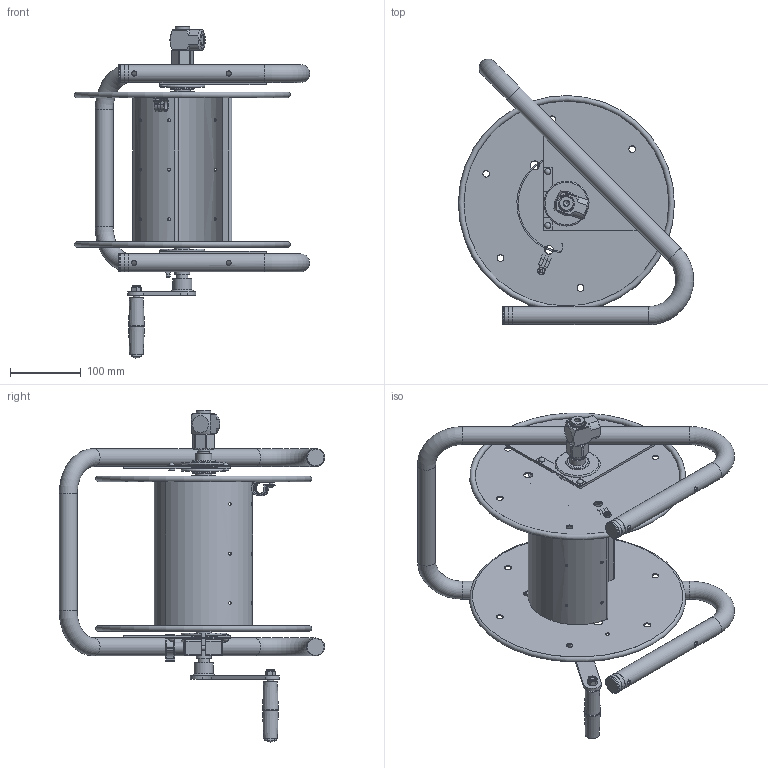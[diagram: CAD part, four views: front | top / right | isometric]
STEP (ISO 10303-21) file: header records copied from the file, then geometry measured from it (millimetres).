
FILE_DESCRIPTION(/* description */ (''),/* implementation_level */ '2;1');
FILE_NAME(/* name */ '112-3-100-CM_SHARED.stp',/* time_stamp */ '2020-04-02T11:12:21-07:00',/* author */ ('NMelton'),/* organization */ (''),/* preprocessor_version */ 'ST-DEVELOPER v17',/* originating_system */ 'Autodesk Inventor 2019',/* authorisation */ '');
FILE_SCHEMA (('AUTOMOTIVE_DESIGN { 1 0 10303 214 3 1 1 }'));
Products named in the file (1): 112-3-100-CM_SHARED
Bounding box: 332 x 374.6 x 468.49 mm (x, y, z)
Surface area: 732234.7 mm2 (no closed solid volume)
Topology: 0 solids, 62 shells, 1005 faces, 4272 edges, 3174 vertices
Faces by surface type: plane 504, cylinder 236, bspline 143, torus 55, cone 41, sphere 26
Full cylindrical faces by diameter (mm): 1.321 x2, 3.962 x1, 4.826 x1, 5.182 x1, 5.563 x1, 6.35 x1, 6.477 x1, 6.604 x1, 7.142 x8, 7.798 x1, 8.839 x4, 8.89 x2, 9.271 x1, 9.525 x12, 12.192 x1, 12.7 x7, 13.716 x11, 14.224 x1, 14.478 x13, 15.799 x1, 15.875 x2, 17.145 x1, 19.304 x1, 20.574 x1, 20.625 x1, 21.336 x1, 21.844 x2, 22.098 x2, 22.403 x1, 22.53 x1
Entity records: 51701 total; most frequent: CARTESIAN_POINT 17981, ORIENTED_EDGE 6213, DIRECTION 5856, EDGE_CURVE 4250, VERTEX_POINT 3174, LINE 2650, VECTOR 2650, AXIS2_PLACEMENT_3D 1603
